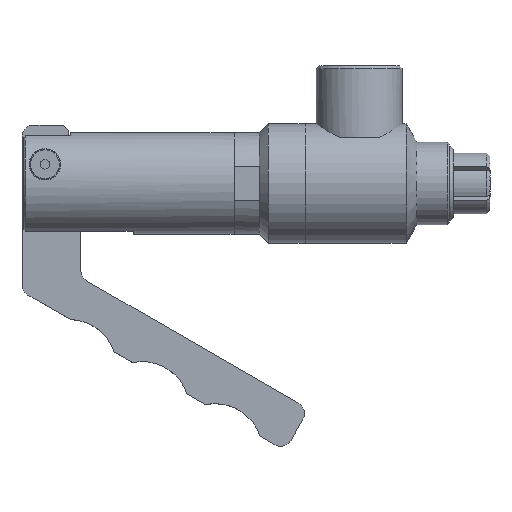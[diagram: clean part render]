
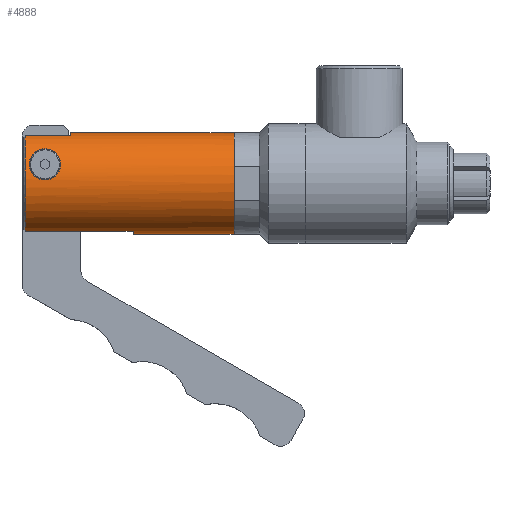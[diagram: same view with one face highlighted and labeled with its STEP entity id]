
A CAD part, top view. The second image highlights one B-rep face of the part: STEP entity #4888.
In plain terms, the highlighted cylindrical face has radius 13.462 mm (diameter 26.924 mm), a full revolution.
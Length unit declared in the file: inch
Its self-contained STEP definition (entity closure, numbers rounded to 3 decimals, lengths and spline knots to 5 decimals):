
#1161=CARTESIAN_POINT('',(0.22,0.036,0.52878));
#1162=VERTEX_POINT('',#1161);
#1163=CARTESIAN_POINT('',(0.22,0.036,0.52878));
#1164=CARTESIAN_POINT('',(0.19944,0.036,0.52878));
#1165=CARTESIAN_POINT('',(0.17751,0.04011,0.52855));
#1166=CARTESIAN_POINT('',(0.1372,0.05677,0.52702));
#1167=CARTESIAN_POINT('',(0.11882,0.06932,0.52565));
#1168=CARTESIAN_POINT('',(0.08926,0.09873,0.52094));
#1169=CARTESIAN_POINT('',(0.07646,0.11769,0.5172));
#1170=CARTESIAN_POINT('',(0.05984,0.15843,0.50621));
#1171=CARTESIAN_POINT('',(0.056,0.18018,0.49889));
#1172=CARTESIAN_POINT('',(0.056,0.22218,0.48178));
#1173=CARTESIAN_POINT('',(0.06071,0.24507,0.47054));
#1174=CARTESIAN_POINT('',(0.07879,0.28639,0.4466));
#1175=CARTESIAN_POINT('',(0.09211,0.30485,0.43394));
#1176=CARTESIAN_POINT('',(0.12121,0.33224,0.41325));
#1177=CARTESIAN_POINT('',(0.13847,0.34384,0.40347));
#1178=CARTESIAN_POINT('',(0.1773,0.35973,0.38937));
#1179=CARTESIAN_POINT('',(0.19895,0.364,0.38523));
#1180=CARTESIAN_POINT('',(0.24105,0.364,0.38523));
#1181=CARTESIAN_POINT('',(0.2627,0.35973,0.38937));
#1182=CARTESIAN_POINT('',(0.30153,0.34384,0.40347));
#1183=CARTESIAN_POINT('',(0.31879,0.33224,0.41325));
#1184=CARTESIAN_POINT('',(0.34789,0.30485,0.43394));
#1185=CARTESIAN_POINT('',(0.36121,0.28639,0.4466));
#1186=CARTESIAN_POINT('',(0.37929,0.24507,0.47054));
#1187=CARTESIAN_POINT('',(0.384,0.22218,0.48178));
#1188=CARTESIAN_POINT('',(0.384,0.18018,0.49889));
#1189=CARTESIAN_POINT('',(0.38016,0.15843,0.50621));
#1190=CARTESIAN_POINT('',(0.36354,0.11769,0.5172));
#1191=CARTESIAN_POINT('',(0.35074,0.09873,0.52094));
#1192=CARTESIAN_POINT('',(0.32118,0.06932,0.52565));
#1193=CARTESIAN_POINT('',(0.3028,0.05677,0.52702));
#1194=CARTESIAN_POINT('',(0.26249,0.04011,0.52855));
#1195=CARTESIAN_POINT('',(0.24056,0.036,0.52878));
#1196=CARTESIAN_POINT('',(0.22,0.036,0.52878));
#1197=B_SPLINE_CURVE_WITH_KNOTS('',3,(#1163,#1164,#1165,#1166,#1167,#1168,#1169,#1170,#1171,#1172,#1173,#1174,#1175,#1176,#1177,#1178,#1179,#1180,#1181,#1182,#1183,#1184,#1185,#1186,#1187,#1188,#1189,#1190,#1191,#1192,#1193,#1194,#1195,#1196),.UNSPECIFIED.,.T.,.U.,(4,2,2,2,2,2,2,2,2,2,2,2,2,2,2,2,4),(0.0,0.15668,0.31335,0.47644,0.63953,0.82205,1.00457,1.16495,1.32534,1.48572,1.64611,1.82862,2.01114,2.17423,2.33732,2.494,2.65068),.UNSPECIFIED.);
#1198=EDGE_CURVE('',#1162,#1162,#1197,.T.);
#1214=CARTESIAN_POINT('',(0.22,0.105,-0.51949));
#1215=VERTEX_POINT('',#1214);
#1216=CARTESIAN_POINT('',(0.22,0.105,-0.51949));
#1217=CARTESIAN_POINT('',(0.23188,0.105,-0.51949));
#1218=CARTESIAN_POINT('',(0.24453,0.10737,-0.51903));
#1219=CARTESIAN_POINT('',(0.26776,0.11692,-0.51697));
#1220=CARTESIAN_POINT('',(0.27833,0.12411,-0.51533));
#1221=CARTESIAN_POINT('',(0.29549,0.141,-0.51098));
#1222=CARTESIAN_POINT('',(0.30296,0.15198,-0.50789));
#1223=CARTESIAN_POINT('',(0.31272,0.17565,-0.5002));
#1224=CARTESIAN_POINT('',(0.315,0.18834,-0.49557));
#1225=CARTESIAN_POINT('',(0.315,0.21242,-0.48576));
#1226=CARTESIAN_POINT('',(0.31244,0.22547,-0.47984));
#1227=CARTESIAN_POINT('',(0.30222,0.24932,-0.46788));
#1228=CARTESIAN_POINT('',(0.29458,0.26015,-0.46187));
#1229=CARTESIAN_POINT('',(0.27755,0.27639,-0.45231));
#1230=CARTESIAN_POINT('',(0.26734,0.28328,-0.44798));
#1231=CARTESIAN_POINT('',(0.24456,0.29259,-0.44195));
#1232=CARTESIAN_POINT('',(0.23199,0.295,-0.44031));
#1233=CARTESIAN_POINT('',(0.20801,0.295,-0.44031));
#1234=CARTESIAN_POINT('',(0.19544,0.29259,-0.44195));
#1235=CARTESIAN_POINT('',(0.17266,0.28328,-0.44798));
#1236=CARTESIAN_POINT('',(0.16245,0.27639,-0.45231));
#1237=CARTESIAN_POINT('',(0.14542,0.26015,-0.46187));
#1238=CARTESIAN_POINT('',(0.13778,0.24932,-0.46788));
#1239=CARTESIAN_POINT('',(0.12756,0.22547,-0.47984));
#1240=CARTESIAN_POINT('',(0.125,0.21242,-0.48576));
#1241=CARTESIAN_POINT('',(0.125,0.18834,-0.49557));
#1242=CARTESIAN_POINT('',(0.12728,0.17565,-0.5002));
#1243=CARTESIAN_POINT('',(0.13704,0.15198,-0.50789));
#1244=CARTESIAN_POINT('',(0.14451,0.141,-0.51098));
#1245=CARTESIAN_POINT('',(0.16167,0.12411,-0.51533));
#1246=CARTESIAN_POINT('',(0.17224,0.11692,-0.51697));
#1247=CARTESIAN_POINT('',(0.19547,0.10737,-0.51903));
#1248=CARTESIAN_POINT('',(0.20812,0.105,-0.51949));
#1249=CARTESIAN_POINT('',(0.22,0.105,-0.51949));
#1250=B_SPLINE_CURVE_WITH_KNOTS('',3,(#1216,#1217,#1218,#1219,#1220,#1221,#1222,#1223,#1224,#1225,#1226,#1227,#1228,#1229,#1230,#1231,#1232,#1233,#1234,#1235,#1236,#1237,#1238,#1239,#1240,#1241,#1242,#1243,#1244,#1245,#1246,#1247,#1248,#1249),.UNSPECIFIED.,.T.,.U.,(4,2,2,2,2,2,2,2,2,2,2,2,2,2,2,2,4),(0.0,0.0905,0.18099,0.27693,0.37288,0.47505,0.57722,0.66858,0.75994,0.8513,0.94266,1.04483,1.147,1.24294,1.33888,1.42938,1.51987),.UNSPECIFIED.);
#1251=EDGE_CURVE('',#1215,#1215,#1250,.T.);
#4770=CARTESIAN_POINT('',(0.49,0.49939,-0.1775));
#4771=VERTEX_POINT('',#4770);
#4772=CARTESIAN_POINT('',(0.49,0.49939,0.1775));
#4773=VERTEX_POINT('',#4772);
#4774=CARTESIAN_POINT('',(0.49,0.0,0.0));
#4775=DIRECTION('',(1.0,0.0,0.0));
#4776=DIRECTION('',(0.0,1.0,0.0));
#4777=AXIS2_PLACEMENT_3D('',#4774,#4775,#4776);
#4778=CIRCLE('',#4777,0.53);
#4779=EDGE_CURVE('',#4771,#4773,#4778,.T.);
#4806=CARTESIAN_POINT('',(1.105,0.0,0.0));
#4807=DIRECTION('',(1.0,0.0,0.0));
#4808=DIRECTION('',(0.0,1.0,0.0));
#4809=AXIS2_PLACEMENT_3D('',#4806,#4807,#4808);
#4810=CYLINDRICAL_SURFACE('',#4809,0.53);
#4811=CARTESIAN_POINT('',(2.195,0.53,0.0));
#4812=VERTEX_POINT('',#4811);
#4813=CARTESIAN_POINT('',(2.195,0.0,0.0));
#4814=DIRECTION('',(1.0,0.0,0.0));
#4815=DIRECTION('',(0.0,1.0,0.0));
#4816=AXIS2_PLACEMENT_3D('',#4813,#4814,#4815);
#4817=CIRCLE('',#4816,0.53);
#4818=EDGE_CURVE('',#4812,#4812,#4817,.T.);
#4819=ORIENTED_EDGE('',*,*,#4818,.F.);
#4820=EDGE_LOOP('',(#4819));
#4821=FACE_OUTER_BOUND('',#4820,.T.);
#4822=ORIENTED_EDGE('',*,*,#1198,.T.);
#4823=EDGE_LOOP('',(#4822));
#4824=FACE_BOUND('',#4823,.T.);
#4825=ORIENTED_EDGE('',*,*,#1251,.T.);
#4826=EDGE_LOOP('',(#4825));
#4827=FACE_BOUND('',#4826,.T.);
#4828=CARTESIAN_POINT('',(0.015,0.49939,-0.1775));
#4829=VERTEX_POINT('',#4828);
#4830=CARTESIAN_POINT('',(0.015,0.49939,-0.1775));
#4831=DIRECTION('',(1.0,0.0,0.0));
#4832=VECTOR('',#4831,0.475);
#4833=LINE('',#4830,#4832);
#4834=EDGE_CURVE('',#4829,#4771,#4833,.T.);
#4835=ORIENTED_EDGE('',*,*,#4834,.T.);
#4836=ORIENTED_EDGE('',*,*,#4779,.T.);
#4837=CARTESIAN_POINT('',(0.015,0.49939,0.1775));
#4838=VERTEX_POINT('',#4837);
#4839=CARTESIAN_POINT('',(0.49,0.49939,0.1775));
#4840=DIRECTION('',(-1.0,0.0,0.0));
#4841=VECTOR('',#4840,0.475);
#4842=LINE('',#4839,#4841);
#4843=EDGE_CURVE('',#4773,#4838,#4842,.T.);
#4844=ORIENTED_EDGE('',*,*,#4843,.T.);
#4845=CARTESIAN_POINT('',(0.015,-0.49939,0.1775));
#4846=VERTEX_POINT('',#4845);
#4847=CARTESIAN_POINT('',(0.015,0.0,0.0));
#4848=DIRECTION('',(1.0,0.0,0.0));
#4849=DIRECTION('',(0.0,1.0,0.0));
#4850=AXIS2_PLACEMENT_3D('',#4847,#4848,#4849);
#4851=CIRCLE('',#4850,0.53);
#4852=EDGE_CURVE('',#4838,#4846,#4851,.T.);
#4853=ORIENTED_EDGE('',*,*,#4852,.T.);
#4854=CARTESIAN_POINT('',(1.14,-0.49939,0.1775));
#4855=VERTEX_POINT('',#4854);
#4856=CARTESIAN_POINT('',(0.015,-0.49939,0.1775));
#4857=DIRECTION('',(1.0,0.0,0.0));
#4858=VECTOR('',#4857,1.125);
#4859=LINE('',#4856,#4858);
#4860=EDGE_CURVE('',#4846,#4855,#4859,.T.);
#4861=ORIENTED_EDGE('',*,*,#4860,.T.);
#4862=CARTESIAN_POINT('',(1.14,-0.49939,-0.1775));
#4863=VERTEX_POINT('',#4862);
#4864=CARTESIAN_POINT('',(1.14,0.0,0.0));
#4865=DIRECTION('',(1.0,0.0,0.0));
#4866=DIRECTION('',(0.0,1.0,0.0));
#4867=AXIS2_PLACEMENT_3D('',#4864,#4865,#4866);
#4868=CIRCLE('',#4867,0.53);
#4869=EDGE_CURVE('',#4855,#4863,#4868,.T.);
#4870=ORIENTED_EDGE('',*,*,#4869,.T.);
#4871=CARTESIAN_POINT('',(0.015,-0.49939,-0.1775));
#4872=VERTEX_POINT('',#4871);
#4873=CARTESIAN_POINT('',(1.14,-0.49939,-0.1775));
#4874=DIRECTION('',(-1.0,0.0,0.0));
#4875=VECTOR('',#4874,1.125);
#4876=LINE('',#4873,#4875);
#4877=EDGE_CURVE('',#4863,#4872,#4876,.T.);
#4878=ORIENTED_EDGE('',*,*,#4877,.T.);
#4879=CARTESIAN_POINT('',(0.015,0.0,0.0));
#4880=DIRECTION('',(1.0,0.0,0.0));
#4881=DIRECTION('',(0.0,1.0,0.0));
#4882=AXIS2_PLACEMENT_3D('',#4879,#4880,#4881);
#4883=CIRCLE('',#4882,0.53);
#4884=EDGE_CURVE('',#4872,#4829,#4883,.T.);
#4885=ORIENTED_EDGE('',*,*,#4884,.T.);
#4886=EDGE_LOOP('',(#4835,#4836,#4844,#4853,#4861,#4870,#4878,#4885));
#4887=FACE_BOUND('',#4886,.T.);
#4888=ADVANCED_FACE('',(#4821,#4824,#4827,#4887),#4810,.T.);
